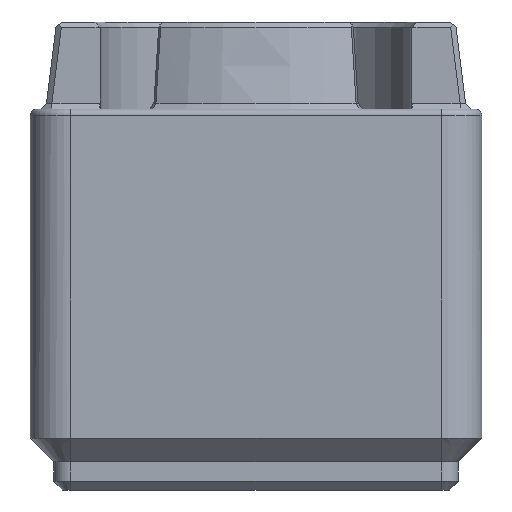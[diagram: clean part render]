
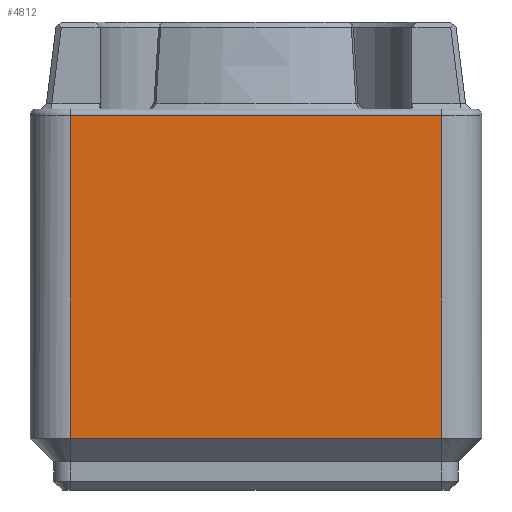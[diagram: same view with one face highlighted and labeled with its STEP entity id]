
A CAD part, left-side view. The second image highlights one B-rep face of the part: STEP entity #4812.
In plain terms, the highlighted planar face has unit normal (-1, 0, 0).
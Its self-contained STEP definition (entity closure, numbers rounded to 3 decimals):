
#2133 = CYLINDRICAL_SURFACE('',#2134,0.6);
#2134 = AXIS2_PLACEMENT_3D('',#2135,#2136,#2137);
#2135 = CARTESIAN_POINT('',(0.85,4.,34.4));
#2136 = DIRECTION('',(0.,-1.,0.));
#2137 = DIRECTION('',(1.,0.,0.));
#3414 = VERTEX_POINT('',#3415);
#3415 = CARTESIAN_POINT('',(0.25,4.,34.4));
#3432 = CYLINDRICAL_SURFACE('',#3433,3.75);
#3433 = AXIS2_PLACEMENT_3D('',#3434,#3435,#3436);
#3434 = CARTESIAN_POINT('',(4.,4.,0.));
#3435 = DIRECTION('',(0.,0.,1.));
#3436 = DIRECTION('',(1.,0.,0.));
#3492 = EDGE_CURVE('',#3493,#3414,#3495,.T.);
#3493 = VERTEX_POINT('',#3494);
#3494 = CARTESIAN_POINT('',(0.25,38.,34.4));
#3495 = SURFACE_CURVE('',#3496,(#3500,#3507),.PCURVE_S1.);
#3496 = LINE('',#3497,#3498);
#3497 = CARTESIAN_POINT('',(0.25,4.,34.4));
#3498 = VECTOR('',#3499,1.);
#3499 = DIRECTION('',(0.,-1.,0.));
#3500 = PCURVE('',#2133,#3501);
#3501 = DEFINITIONAL_REPRESENTATION('',(#3502),#3506);
#3502 = LINE('',#3503,#3504);
#3503 = CARTESIAN_POINT('',(3.142,0.));
#3504 = VECTOR('',#3505,1.);
#3505 = DIRECTION('',(0.,1.));
#3506 = ( GEOMETRIC_REPRESENTATION_CONTEXT(2) 
PARAMETRIC_REPRESENTATION_CONTEXT() REPRESENTATION_CONTEXT('2D SPACE',''
  ) );
#3507 = PCURVE('',#3508,#3513);
#3508 = PLANE('',#3509);
#3509 = AXIS2_PLACEMENT_3D('',#3510,#3511,#3512);
#3510 = CARTESIAN_POINT('',(0.25,21.,17.2));
#3511 = DIRECTION('',(-1.,0.,0.));
#3512 = DIRECTION('',(0.,0.,-1.));
#3513 = DEFINITIONAL_REPRESENTATION('',(#3514),#3518);
#3514 = LINE('',#3515,#3516);
#3515 = CARTESIAN_POINT('',(-17.2,17.));
#3516 = VECTOR('',#3517,1.);
#3517 = DIRECTION('',(0.,1.));
#3518 = ( GEOMETRIC_REPRESENTATION_CONTEXT(2) 
PARAMETRIC_REPRESENTATION_CONTEXT() REPRESENTATION_CONTEXT('2D SPACE',''
  ) );
#3619 = CYLINDRICAL_SURFACE('',#3620,3.75);
#3620 = AXIS2_PLACEMENT_3D('',#3621,#3622,#3623);
#3621 = CARTESIAN_POINT('',(4.,38.,0.));
#3622 = DIRECTION('',(0.,0.,1.));
#3623 = DIRECTION('',(1.,0.,0.));
#4683 = EDGE_CURVE('',#4684,#3414,#4686,.T.);
#4684 = VERTEX_POINT('',#4685);
#4685 = CARTESIAN_POINT('',(0.25,4.,4.75));
#4686 = SURFACE_CURVE('',#4687,(#4691,#4698),.PCURVE_S1.);
#4687 = LINE('',#4688,#4689);
#4688 = CARTESIAN_POINT('',(0.25,4.,0.));
#4689 = VECTOR('',#4690,1.);
#4690 = DIRECTION('',(0.,0.,1.));
#4691 = PCURVE('',#3432,#4692);
#4692 = DEFINITIONAL_REPRESENTATION('',(#4693),#4697);
#4693 = LINE('',#4694,#4695);
#4694 = CARTESIAN_POINT('',(3.142,0.));
#4695 = VECTOR('',#4696,1.);
#4696 = DIRECTION('',(0.,1.));
#4697 = ( GEOMETRIC_REPRESENTATION_CONTEXT(2) 
PARAMETRIC_REPRESENTATION_CONTEXT() REPRESENTATION_CONTEXT('2D SPACE',''
  ) );
#4698 = PCURVE('',#3508,#4699);
#4699 = DEFINITIONAL_REPRESENTATION('',(#4700),#4704);
#4700 = LINE('',#4701,#4702);
#4701 = CARTESIAN_POINT('',(17.2,17.));
#4702 = VECTOR('',#4703,1.);
#4703 = DIRECTION('',(-1.,0.));
#4704 = ( GEOMETRIC_REPRESENTATION_CONTEXT(2) 
PARAMETRIC_REPRESENTATION_CONTEXT() REPRESENTATION_CONTEXT('2D SPACE',''
  ) );
#4812 = ADVANCED_FACE('',(#4813),#3508,.T.);
#4813 = FACE_BOUND('',#4814,.T.);
#4814 = EDGE_LOOP('',(#4815,#4816,#4839,#4865));
#4815 = ORIENTED_EDGE('',*,*,#3492,.F.);
#4816 = ORIENTED_EDGE('',*,*,#4817,.F.);
#4817 = EDGE_CURVE('',#4818,#3493,#4820,.T.);
#4818 = VERTEX_POINT('',#4819);
#4819 = CARTESIAN_POINT('',(0.25,38.,4.75));
#4820 = SURFACE_CURVE('',#4821,(#4825,#4832),.PCURVE_S1.);
#4821 = LINE('',#4822,#4823);
#4822 = CARTESIAN_POINT('',(0.25,38.,0.));
#4823 = VECTOR('',#4824,1.);
#4824 = DIRECTION('',(0.,0.,1.));
#4825 = PCURVE('',#3508,#4826);
#4826 = DEFINITIONAL_REPRESENTATION('',(#4827),#4831);
#4827 = LINE('',#4828,#4829);
#4828 = CARTESIAN_POINT('',(17.2,-17.));
#4829 = VECTOR('',#4830,1.);
#4830 = DIRECTION('',(-1.,0.));
#4831 = ( GEOMETRIC_REPRESENTATION_CONTEXT(2) 
PARAMETRIC_REPRESENTATION_CONTEXT() REPRESENTATION_CONTEXT('2D SPACE',''
  ) );
#4832 = PCURVE('',#3619,#4833);
#4833 = DEFINITIONAL_REPRESENTATION('',(#4834),#4838);
#4834 = LINE('',#4835,#4836);
#4835 = CARTESIAN_POINT('',(3.142,0.));
#4836 = VECTOR('',#4837,1.);
#4837 = DIRECTION('',(0.,1.));
#4838 = ( GEOMETRIC_REPRESENTATION_CONTEXT(2) 
PARAMETRIC_REPRESENTATION_CONTEXT() REPRESENTATION_CONTEXT('2D SPACE',''
  ) );
#4839 = ORIENTED_EDGE('',*,*,#4840,.F.);
#4840 = EDGE_CURVE('',#4684,#4818,#4841,.T.);
#4841 = SURFACE_CURVE('',#4842,(#4846,#4853),.PCURVE_S1.);
#4842 = LINE('',#4843,#4844);
#4843 = CARTESIAN_POINT('',(0.25,12.5,4.75));
#4844 = VECTOR('',#4845,1.);
#4845 = DIRECTION('',(0.,1.,0.));
#4846 = PCURVE('',#3508,#4847);
#4847 = DEFINITIONAL_REPRESENTATION('',(#4848),#4852);
#4848 = LINE('',#4849,#4850);
#4849 = CARTESIAN_POINT('',(12.45,8.5));
#4850 = VECTOR('',#4851,1.);
#4851 = DIRECTION('',(0.,-1.));
#4852 = ( GEOMETRIC_REPRESENTATION_CONTEXT(2) 
PARAMETRIC_REPRESENTATION_CONTEXT() REPRESENTATION_CONTEXT('2D SPACE',''
  ) );
#4853 = PCURVE('',#4854,#4859);
#4854 = PLANE('',#4855);
#4855 = AXIS2_PLACEMENT_3D('',#4856,#4857,#4858);
#4856 = CARTESIAN_POINT('',(2.4,4.,2.6));
#4857 = DIRECTION('',(0.707,0.,0.707));
#4858 = DIRECTION('',(0.,-1.,0.));
#4859 = DEFINITIONAL_REPRESENTATION('',(#4860),#4864);
#4860 = LINE('',#4861,#4862);
#4861 = CARTESIAN_POINT('',(-8.5,-3.041));
#4862 = VECTOR('',#4863,1.);
#4863 = DIRECTION('',(-1.,0.));
#4864 = ( GEOMETRIC_REPRESENTATION_CONTEXT(2) 
PARAMETRIC_REPRESENTATION_CONTEXT() REPRESENTATION_CONTEXT('2D SPACE',''
  ) );
#4865 = ORIENTED_EDGE('',*,*,#4683,.T.);
